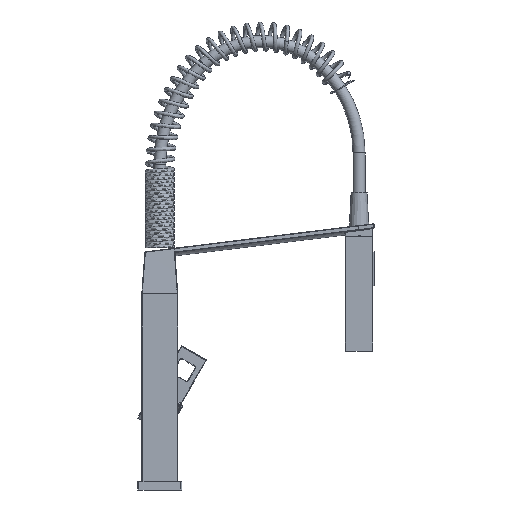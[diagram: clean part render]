
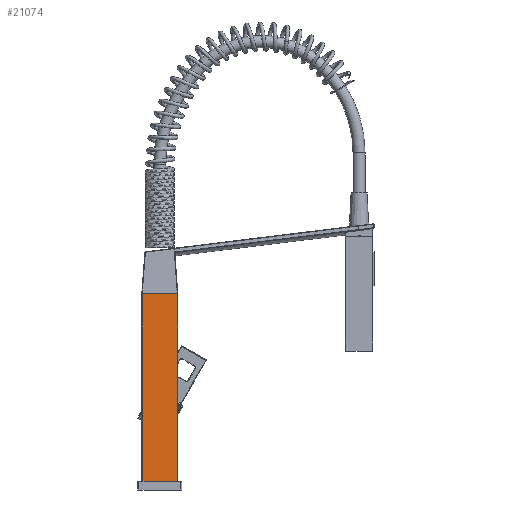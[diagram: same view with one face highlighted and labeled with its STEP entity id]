
A CAD part, front view. The second image highlights one B-rep face of the part: STEP entity #21074.
In plain terms, the highlighted planar face has unit normal (0, -1, 0).
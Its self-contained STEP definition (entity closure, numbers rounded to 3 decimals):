
#1834=PLANE('',#27301);
#2447=LINE('',#52260,#4080);
#2448=LINE('',#52263,#4081);
#2449=LINE('',#52265,#4082);
#2450=LINE('',#52267,#4083);
#4080=VECTOR('',#29584,1000.);
#4081=VECTOR('',#29585,1000.);
#4082=VECTOR('',#29586,1000.);
#4083=VECTOR('',#29587,1000.);
#6371=ORIENTED_EDGE('',*,*,#12323,.T.);
#6372=ORIENTED_EDGE('',*,*,#12324,.T.);
#6373=ORIENTED_EDGE('',*,*,#12325,.T.);
#6374=ORIENTED_EDGE('',*,*,#12326,.T.);
#12323=EDGE_CURVE('',#15343,#15344,#2447,.T.);
#12324=EDGE_CURVE('',#15344,#15345,#2448,.T.);
#12325=EDGE_CURVE('',#15345,#15346,#2449,.F.);
#12326=EDGE_CURVE('',#15346,#15343,#2450,.F.);
#15343=VERTEX_POINT('',#52261);
#15344=VERTEX_POINT('',#52262);
#15345=VERTEX_POINT('',#52264);
#15346=VERTEX_POINT('',#52266);
#17974=EDGE_LOOP('',(#6371,#6372,#6373,#6374));
#19524=FACE_BOUND('',#17974,.T.);
#21074=ADVANCED_FACE('',(#19524),#1834,.F.);
#27301=AXIS2_PLACEMENT_3D('',#52259,#29582,#29583);
#29582=DIRECTION('',(0.,1.,0.));
#29583=DIRECTION('',(-1.,0.,0.));
#29584=DIRECTION('',(0.,0.,-1.));
#29585=DIRECTION('',(1.,0.,0.));
#29586=DIRECTION('',(0.,0.,-1.));
#29587=DIRECTION('',(1.,0.,0.));
#52259=CARTESIAN_POINT('',(-21.,-21.,220.));
#52260=CARTESIAN_POINT('',(-20.5,-21.,220.));
#52261=CARTESIAN_POINT('',(-20.5,-21.,219.8));
#52262=CARTESIAN_POINT('',(-20.5,-21.,0.2));
#52263=CARTESIAN_POINT('',(-21.,-21.,0.2));
#52264=CARTESIAN_POINT('',(20.5,-21.,0.2));
#52265=CARTESIAN_POINT('',(20.5,-21.,220.));
#52266=CARTESIAN_POINT('',(20.5,-21.,219.8));
#52267=CARTESIAN_POINT('',(-20.5,-21.,219.8));
